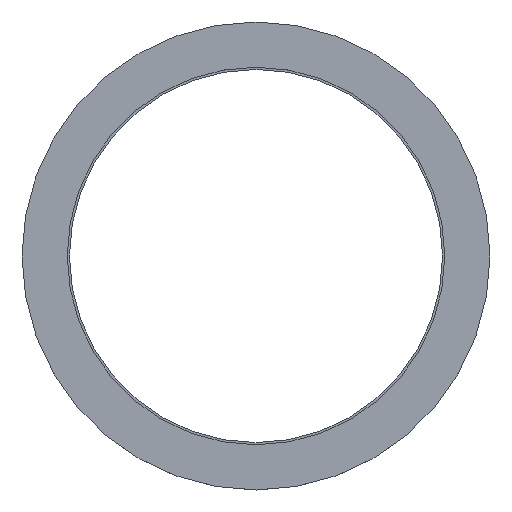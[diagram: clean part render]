
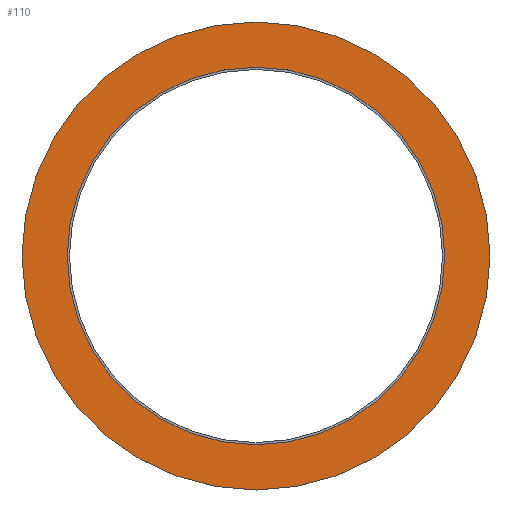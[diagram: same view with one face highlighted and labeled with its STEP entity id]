
A CAD part, top view. The second image highlights one B-rep face of the part: STEP entity #110.
In plain terms, the highlighted planar face has unit normal (0, 0, 1).
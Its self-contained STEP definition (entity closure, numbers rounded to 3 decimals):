
#28=FACE_BOUND('',#44,.T.);
#34=FACE_OUTER_BOUND('',#43,.T.);
#43=EDGE_LOOP('',(#89));
#44=EDGE_LOOP('',(#90));
#54=CIRCLE('',#140,11.94);
#55=CIRCLE('',#142,14.8);
#62=VERTEX_POINT('',#198);
#63=VERTEX_POINT('',#202);
#71=EDGE_CURVE('',#62,#62,#54,.T.);
#72=EDGE_CURVE('',#63,#63,#55,.T.);
#89=ORIENTED_EDGE('',*,*,#72,.T.);
#90=ORIENTED_EDGE('',*,*,#71,.T.);
#104=PLANE('',#143);
#110=ADVANCED_FACE('',(#34,#28),#104,.T.);
#140=AXIS2_PLACEMENT_3D('',#200,#164,#165);
#142=AXIS2_PLACEMENT_3D('',#203,#168,#169);
#143=AXIS2_PLACEMENT_3D('',#205,#171,#172);
#164=DIRECTION('center_axis',(0.,0.,-1.));
#165=DIRECTION('ref_axis',(-1.,0.,0.));
#168=DIRECTION('center_axis',(0.,0.,1.));
#169=DIRECTION('ref_axis',(-1.,0.,0.));
#171=DIRECTION('center_axis',(0.,0.,1.));
#172=DIRECTION('ref_axis',(1.,0.,0.));
#198=CARTESIAN_POINT('',(11.94,0.,1.));
#200=CARTESIAN_POINT('Origin',(0.,0.,
1.));
#202=CARTESIAN_POINT('',(14.8,0.,1.));
#203=CARTESIAN_POINT('Origin',(0.,0.,
1.));
#205=CARTESIAN_POINT('Origin',(0.,0.,
1.));
